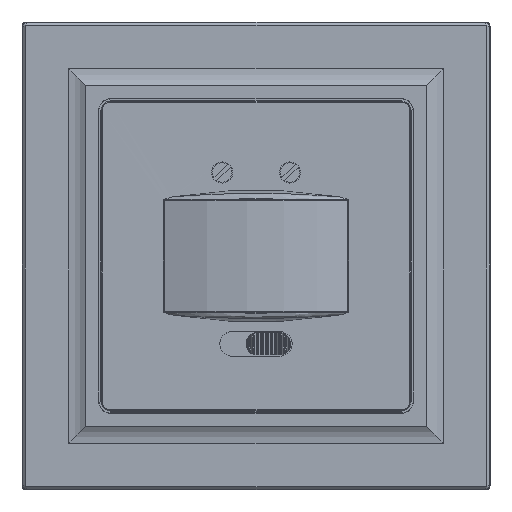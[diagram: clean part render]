
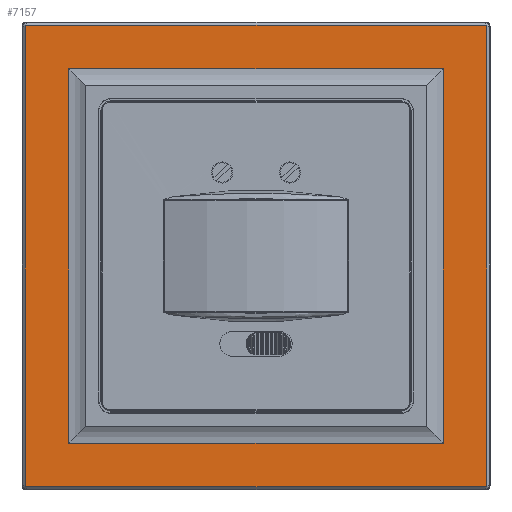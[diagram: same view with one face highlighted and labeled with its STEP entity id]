
A CAD part, top view. The second image highlights one B-rep face of the part: STEP entity #7157.
In plain terms, the highlighted planar face has unit normal (0, 0, 1).
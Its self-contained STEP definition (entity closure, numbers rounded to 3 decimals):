
#29 = DIRECTION ( 'NONE',  ( 0., 0., 1. ) ) ;
#50 = CARTESIAN_POINT ( 'NONE',  ( 82.402, 0., 0. ) ) ;
#713 = CARTESIAN_POINT ( 'NONE',  ( 82.647, 0.137, 0. ) ) ;
#830 = EDGE_LOOP ( 'NONE', ( #3972, #16545, #13204, #6947, #3468, #12273, #2975, #11531 ) ) ;
#949 = VERTEX_POINT ( 'NONE', #11088 ) ;
#1106 = EDGE_CURVE ( 'NONE', #3017, #15895, #7821, .T. ) ;
#1266 = CARTESIAN_POINT ( 'NONE',  ( -0.273, 82.675, 0. ) ) ;
#1317 = LINE ( 'NONE', #18089, #9622 ) ;
#1491 = LINE ( 'NONE', #7421, #9852 ) ;
#1637 = FACE_OUTER_BOUND ( 'NONE', #830, .T. ) ;
#2114 = VECTOR ( 'NONE', #8997, 1000. ) ;
#2303 = CARTESIAN_POINT ( 'NONE',  ( 82.474, 82.948, 0. ) ) ;
#2381 = EDGE_CURVE ( 'NONE', #9270, #6463, #16502, .T. ) ;
#2731 = CARTESIAN_POINT ( 'NONE',  ( 11.559, 7.831, 0. ) ) ;
#2907 = EDGE_CURVE ( 'NONE', #17643, #4581, #7509, .T. ) ;
#2975 = ORIENTED_EDGE ( 'NONE', *, *, #6206, .T. ) ;
#3017 = VERTEX_POINT ( 'NONE', #5515 ) ;
#3414 = CARTESIAN_POINT ( 'NONE',  ( 82.675, 0.2, 0. ) ) ;
#3468 = ORIENTED_EDGE ( 'NONE', *, *, #12465, .T. ) ;
#3548 = ORIENTED_EDGE ( 'NONE', *, *, #2381, .T. ) ;
#3617 = ORIENTED_EDGE ( 'NONE', *, *, #11737, .T. ) ;
#3762 = CARTESIAN_POINT ( 'NONE',  ( 82.402, 82.948, 0. ) ) ;
#3972 = ORIENTED_EDGE ( 'NONE', *, *, #5848, .T. ) ;
#4011 = EDGE_CURVE ( 'NONE', #16568, #9270, #4942, .T. ) ;
#4029 = B_SPLINE_CURVE_WITH_KNOTS ( 'NONE', 3,
 ( #18064, #14657, #14952, #10133, #13560, #13168 ),
 .UNSPECIFIED., .F., .F.,
 ( 4, 2, 4 ),
 ( 0., 0.5, 1. ),
 .UNSPECIFIED. ) ;
#4274 = CARTESIAN_POINT ( 'NONE',  ( 70.844, 75.117, 0. ) ) ;
#4396 = DIRECTION ( 'NONE',  ( 0., 1., 0. ) ) ;
#4581 = VERTEX_POINT ( 'NONE', #14637 ) ;
#4942 = LINE ( 'NONE', #5042, #7270 ) ;
#5042 = CARTESIAN_POINT ( 'NONE',  ( 74.844, 11.831, 0. ) ) ;
#5130 = VECTOR ( 'NONE', #4396, 1000. ) ;
#5277 = CARTESIAN_POINT ( 'NONE',  ( 74.844, 75.117, 0. ) ) ;
#5304 = CARTESIAN_POINT ( 'NONE',  ( 82.648, 82.808, 0. ) ) ;
#5455 = CARTESIAN_POINT ( 'NONE',  ( 0., 0., 0. ) ) ;
#5515 = CARTESIAN_POINT ( 'NONE',  ( -0.273, 0.273, 0. ) ) ;
#5848 = EDGE_CURVE ( 'NONE', #15895, #17643, #1491, .T. ) ;
#5921 = DIRECTION ( 'NONE',  ( 0., 1., 0. ) ) ;
#6206 = EDGE_CURVE ( 'NONE', #17656, #3017, #9292, .T. ) ;
#6317 = CARTESIAN_POINT ( 'NONE',  ( 7.558, 7.831, 0. ) ) ;
#6463 = VERTEX_POINT ( 'NONE', #6317 ) ;
#6514 = CARTESIAN_POINT ( 'NONE',  ( 82.536, 0.027, 0. ) ) ;
#6755 = CARTESIAN_POINT ( 'NONE',  ( 0., 82.948, 0. ) ) ;
#6947 = ORIENTED_EDGE ( 'NONE', *, *, #12060, .T. ) ;
#6983 = LINE ( 'NONE', #19156, #11864 ) ;
#7157 = ADVANCED_FACE ( 'NONE', ( #1637, #13809 ), #7458, .T. ) ;
#7270 = VECTOR ( 'NONE', #12603, 1000. ) ;
#7421 = CARTESIAN_POINT ( 'NONE',  ( 41.201, 0., 0. ) ) ;
#7458 = PLANE ( 'NONE',  #11124 ) ;
#7509 = B_SPLINE_CURVE_WITH_KNOTS ( 'NONE', 3,
 ( #9846, #15977, #6514, #713, #3414, #12669 ),
 .UNSPECIFIED., .F., .F.,
 ( 4, 2, 4 ),
 ( 0., 0.5, 1. ),
 .UNSPECIFIED. ) ;
#7821 = B_SPLINE_CURVE_WITH_KNOTS ( 'NONE', 3,
 ( #17805, #19232, #14598, #14409, #16309, #5455 ),
 .UNSPECIFIED., .F., .F.,
 ( 4, 2, 4 ),
 ( 0., 0.5, 1. ),
 .UNSPECIFIED. ) ;
#7863 = VERTEX_POINT ( 'NONE', #8632 ) ;
#8030 = CARTESIAN_POINT ( 'NONE',  ( 82.538, 82.92, 0. ) ) ;
#8632 = CARTESIAN_POINT ( 'NONE',  ( 82.675, 82.675, 0. ) ) ;
#8954 = VECTOR ( 'NONE', #18108, 1000. ) ;
#8982 = DIRECTION ( 'NONE',  ( 1., 0., 0. ) ) ;
#8997 = DIRECTION ( 'NONE',  ( 0., -1., 0. ) ) ;
#9018 = LINE ( 'NONE', #4274, #19863 ) ;
#9040 = LINE ( 'NONE', #9134, #5130 ) ;
#9134 = CARTESIAN_POINT ( 'NONE',  ( 82.675, 41.474, 0. ) ) ;
#9146 = EDGE_CURVE ( 'NONE', #4581, #7863, #9040, .T. ) ;
#9270 = VERTEX_POINT ( 'NONE', #12350 ) ;
#9292 = LINE ( 'NONE', #15214, #2114 ) ;
#9477 = EDGE_CURVE ( 'NONE', #949, #16568, #9018, .T. ) ;
#9622 = VECTOR ( 'NONE', #5921, 1000. ) ;
#9821 = VERTEX_POINT ( 'NONE', #3762 ) ;
#9846 = CARTESIAN_POINT ( 'NONE',  ( 82.402, 0., 0. ) ) ;
#9852 = VECTOR ( 'NONE', #19690, 1000. ) ;
#10133 = CARTESIAN_POINT ( 'NONE',  ( -0.245, 82.811, 0. ) ) ;
#11088 = CARTESIAN_POINT ( 'NONE',  ( 7.558, 75.117, 0. ) ) ;
#11124 = AXIS2_PLACEMENT_3D ( 'NONE', #16805, #29, #8982 ) ;
#11297 = EDGE_LOOP ( 'NONE', ( #3548, #3617, #14876, #12681 ) ) ;
#11443 = CARTESIAN_POINT ( 'NONE',  ( 82.402, 82.948, 0. ) ) ;
#11531 = ORIENTED_EDGE ( 'NONE', *, *, #1106, .T. ) ;
#11737 = EDGE_CURVE ( 'NONE', #6463, #949, #1317, .T. ) ;
#11864 = VECTOR ( 'NONE', #14738, 1000. ) ;
#11992 = B_SPLINE_CURVE_WITH_KNOTS ( 'NONE', 3,
 ( #14472, #19086, #5304, #8030, #2303, #11443 ),
 .UNSPECIFIED., .F., .F.,
 ( 4, 2, 4 ),
 ( 0., 0.5, 1. ),
 .UNSPECIFIED. ) ;
#12060 = EDGE_CURVE ( 'NONE', #7863, #9821, #11992, .T. ) ;
#12126 = EDGE_CURVE ( 'NONE', #15242, #17656, #4029, .T. ) ;
#12273 = ORIENTED_EDGE ( 'NONE', *, *, #12126, .T. ) ;
#12350 = CARTESIAN_POINT ( 'NONE',  ( 74.844, 7.831, 0. ) ) ;
#12465 = EDGE_CURVE ( 'NONE', #9821, #15242, #6983, .T. ) ;
#12603 = DIRECTION ( 'NONE',  ( 0., -1., 0. ) ) ;
#12669 = CARTESIAN_POINT ( 'NONE',  ( 82.675, 0.273, 0. ) ) ;
#12681 = ORIENTED_EDGE ( 'NONE', *, *, #4011, .T. ) ;
#13168 = CARTESIAN_POINT ( 'NONE',  ( -0.273, 82.675, 0. ) ) ;
#13204 = ORIENTED_EDGE ( 'NONE', *, *, #9146, .T. ) ;
#13560 = CARTESIAN_POINT ( 'NONE',  ( -0.273, 82.747, 0. ) ) ;
#13809 = FACE_BOUND ( 'NONE', #11297, .T. ) ;
#14409 = CARTESIAN_POINT ( 'NONE',  ( -0.136, 0.027, 0. ) ) ;
#14472 = CARTESIAN_POINT ( 'NONE',  ( 82.675, 82.675, 0. ) ) ;
#14598 = CARTESIAN_POINT ( 'NONE',  ( -0.246, 0.139, 0. ) ) ;
#14637 = CARTESIAN_POINT ( 'NONE',  ( 82.675, 0.273, 0. ) ) ;
#14657 = CARTESIAN_POINT ( 'NONE',  ( -0.07, 82.948, 0. ) ) ;
#14738 = DIRECTION ( 'NONE',  ( -1., 0., 0. ) ) ;
#14876 = ORIENTED_EDGE ( 'NONE', *, *, #9477, .T. ) ;
#14952 = CARTESIAN_POINT ( 'NONE',  ( -0.134, 82.921, 0. ) ) ;
#15137 = DIRECTION ( 'NONE',  ( 1., 0., 0. ) ) ;
#15214 = CARTESIAN_POINT ( 'NONE',  ( -0.273, 41.474, 0. ) ) ;
#15242 = VERTEX_POINT ( 'NONE', #6755 ) ;
#15895 = VERTEX_POINT ( 'NONE', #17790 ) ;
#15977 = CARTESIAN_POINT ( 'NONE',  ( 82.473, 0., 0. ) ) ;
#16309 = CARTESIAN_POINT ( 'NONE',  ( -0.072, 0., 0. ) ) ;
#16502 = LINE ( 'NONE', #2731, #8954 ) ;
#16545 = ORIENTED_EDGE ( 'NONE', *, *, #2907, .T. ) ;
#16568 = VERTEX_POINT ( 'NONE', #5277 ) ;
#16805 = CARTESIAN_POINT ( 'NONE',  ( 41.201, 41.474, 0. ) ) ;
#17643 = VERTEX_POINT ( 'NONE', #50 ) ;
#17656 = VERTEX_POINT ( 'NONE', #1266 ) ;
#17790 = CARTESIAN_POINT ( 'NONE',  ( 0., 0., 0. ) ) ;
#17805 = CARTESIAN_POINT ( 'NONE',  ( -0.273, 0.273, 0. ) ) ;
#18064 = CARTESIAN_POINT ( 'NONE',  ( 0., 82.948, 0. ) ) ;
#18089 = CARTESIAN_POINT ( 'NONE',  ( 7.558, 71.117, 0. ) ) ;
#18108 = DIRECTION ( 'NONE',  ( -1., 0., 0. ) ) ;
#19086 = CARTESIAN_POINT ( 'NONE',  ( 82.675, 82.745, 0. ) ) ;
#19156 = CARTESIAN_POINT ( 'NONE',  ( 41.201, 82.948, 0. ) ) ;
#19232 = CARTESIAN_POINT ( 'NONE',  ( -0.273, 0.202, 0. ) ) ;
#19690 = DIRECTION ( 'NONE',  ( 1., 0., 0. ) ) ;
#19863 = VECTOR ( 'NONE', #15137, 1000. ) ;
